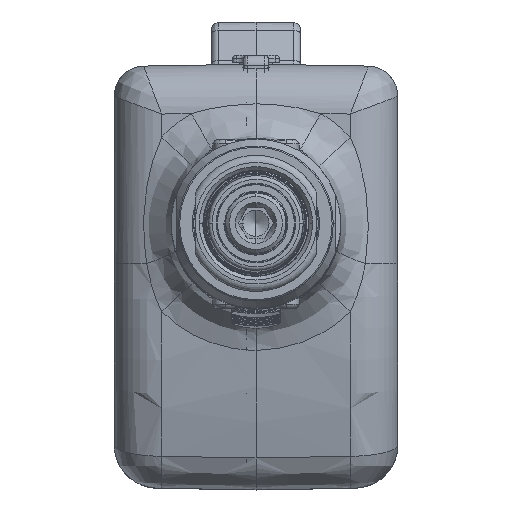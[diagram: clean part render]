
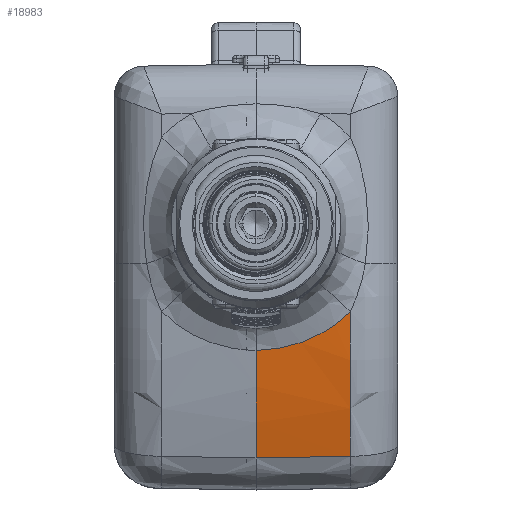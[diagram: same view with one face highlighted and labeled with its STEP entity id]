
A CAD part, top view. The second image highlights one B-rep face of the part: STEP entity #18983.
In plain terms, the highlighted conical face has half-angle 1 degrees and reference radius 152.227 mm.
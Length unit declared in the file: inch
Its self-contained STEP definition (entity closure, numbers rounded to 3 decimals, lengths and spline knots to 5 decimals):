
#2366=CARTESIAN_POINT('',(0.,-0.31255,-13.62507));
#2367=DIRECTION('',(-1.,0.,0.));
#2368=DIRECTION('',(0.,-0.268,0.963));
#2369=AXIS2_PLACEMENT_3D('',#2366,#2367,#2368);
#2371=CARTESIAN_POINT('',(0.,-1.03014,
-7.66813));
#2372=CARTESIAN_POINT('',(0.0289,-1.02997,
-7.66862));
#2373=CARTESIAN_POINT('',(0.0852,-1.02744,
-7.66931));
#2374=CARTESIAN_POINT('',(0.16475,-1.01812,
-7.66959));
#2375=CARTESIAN_POINT('',(0.24069,-1.00388,
-7.66925));
#2376=CARTESIAN_POINT('',(0.31407,-0.98495,
-7.66837));
#2377=CARTESIAN_POINT('',(0.38616,-0.96112,
-7.66699));
#2378=CARTESIAN_POINT('',(0.45739,-0.93201,
-7.66513));
#2379=CARTESIAN_POINT('',(0.52462,-0.89887,
-7.66295));
#2380=CARTESIAN_POINT('',(0.58557,-0.86367,
-7.66066));
#2381=CARTESIAN_POINT('',(0.64598,-0.82352,
-7.65813));
#2382=CARTESIAN_POINT('',(0.71113,-0.77318,
-7.65514));
#2383=CARTESIAN_POINT('',(0.75658,-0.73163,
-7.65292));
#2384=CARTESIAN_POINT('',(0.77948,-0.70854,
-7.65179));
#2386=CARTESIAN_POINT('',(0.77948,-0.31255,
-13.62507));
#2387=DIRECTION('',(1.,0.,0.));
#2388=DIRECTION('',(0.,-0.066,0.998));
#2389=AXIS2_PLACEMENT_3D('',#2386,#2387,#2388);
#2391=CARTESIAN_POINT('',(0.77948,-1.90499,
-7.85436));
#2392=CARTESIAN_POINT('',(0.69045,-1.90662,
-7.8532));
#2393=CARTESIAN_POINT('',(0.51415,-1.90984,
-7.8509));
#2394=CARTESIAN_POINT('',(0.26688,-1.91436,
-7.84767));
#2395=CARTESIAN_POINT('',(0.0897,-1.9176,
-7.84536));
#2396=CARTESIAN_POINT('',(0.,-1.91924,
-7.84419));
#2504=CARTESIAN_POINT('',(0.77948,-0.70854,
-7.65179));
#2534=CARTESIAN_POINT('',(0.77948,-1.90499,
-7.85436));
#15024=VERTEX_POINT('',#2534);
#15035=CARTESIAN_POINT('',(0.,-1.03014,-7.66813));
#15036=CARTESIAN_POINT('',(0.,-1.91924,-7.84419));
#15037=VERTEX_POINT('',#15035);
#15038=VERTEX_POINT('',#15036);
#16798=VERTEX_POINT('',#2504);
#18968=CARTESIAN_POINT('',(0.38974,-0.31255,
-13.62507));
#18969=DIRECTION('',(-1.,0.,0.));
#18970=DIRECTION('',(0.,-1.,0.));
#18971=AXIS2_PLACEMENT_3D('',#18968,#18969,#18970);
#18972=CONICAL_SURFACE('',#18971,5.9932,1.);
#18974=ORIENTED_EDGE('',*,*,#18973,.T.);
#18976=ORIENTED_EDGE('',*,*,#18975,.T.);
#18978=ORIENTED_EDGE('',*,*,#18977,.T.);
#18980=ORIENTED_EDGE('',*,*,#18979,.T.);
#18981=EDGE_LOOP('',(#18974,#18976,#18978,#18980));
#18982=FACE_OUTER_BOUND('',#18981,.F.);
#18983=ADVANCED_FACE('',(#18982),#18972,.T.);
#2370=CIRCLE('',#2369,6.);
#2385=B_SPLINE_CURVE_WITH_KNOTS('',3,(#2371,#2372,#2373,#2374,#2375,#2376,#2377,
#2378,#2379,#2380,#2381,#2382,#2383,#2384),.UNSPECIFIED.,.F.,.F.,(4,1,1,1,1,1,1,
1,1,1,1,4),(0.,0.09091,0.18182,0.27273,
0.36364,0.45455,0.54545,0.63636,
0.72727,0.81818,0.90909,1.),.UNSPECIFIED.);
#2390=CIRCLE('',#2389,5.98639);
#2397=B_SPLINE_CURVE_WITH_KNOTS('',3,(#2391,#2392,#2393,#2394,#2395,#2396),
.UNSPECIFIED.,.F.,.F.,(4,1,1,4),(0.,0.33333,0.66667,1.),
.UNSPECIFIED.);
#18973=EDGE_CURVE('',#15038,#15037,#2370,.T.);
#18975=EDGE_CURVE('',#15037,#16798,#2385,.T.);
#18977=EDGE_CURVE('',#16798,#15024,#2390,.T.);
#18979=EDGE_CURVE('',#15024,#15038,#2397,.T.);
